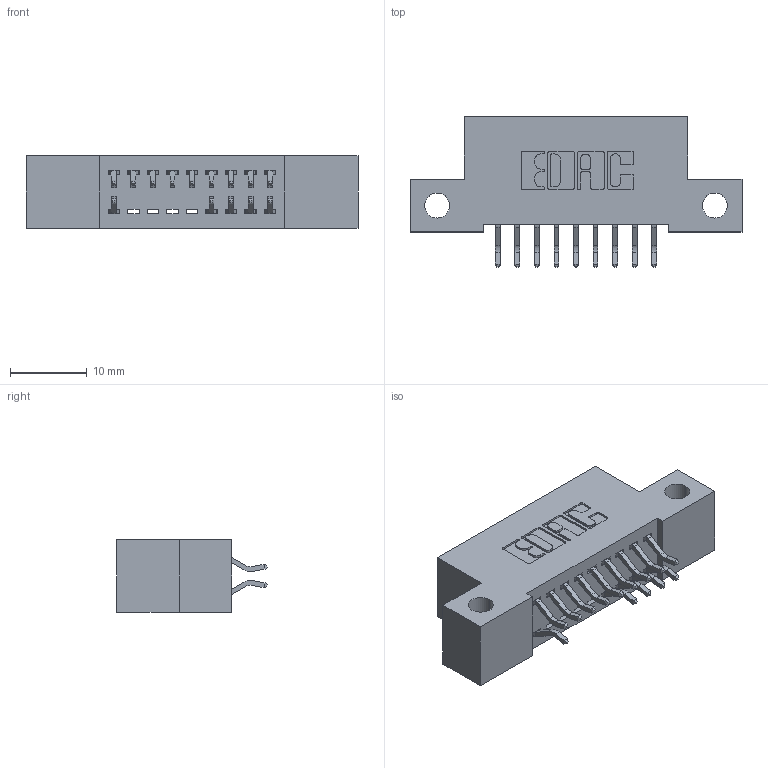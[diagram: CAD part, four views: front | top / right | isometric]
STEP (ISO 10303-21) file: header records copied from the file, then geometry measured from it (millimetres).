
FILE_DESCRIPTION (( 'STEP AP203' ), '1' );
FILE_NAME ('392-018-556-212.STEP', '2018-08-15T04:43:23', ( '' ), ( '' ), 'SwSTEP 2.0', 'SolidWorks 2016', '' );
FILE_SCHEMA (( 'CONFIG_CONTROL_DESIGN' ));
Length unit declared in the file: inch
Products named in the file (3): 342 Part_Side Mount; 345-292-001_556 Tail; 392-018-556-212
Assembly tree (15 placements, depth 2):
  392-018-556-212
    342 Part_Side Mount
    345-292-001_556 Tail  x14
Bounding box: 43.18 x 19.58 x 9.4 mm (x, y, z)
Volume: 3613.2 mm3; surface area: 4696 mm2
Topology: 15 solids, 15 shells, 946 faces, 2805 edges, 1850 vertices
Faces by surface type: plane 650, cylinder 296
Entity records: 10021 total; most frequent: CARTESIAN_POINT 1730, ORIENTED_EDGE 1658, DIRECTION 1521, EDGE_CURVE 829, VECTOR 693, LINE 693, VERTEX_POINT 550, AXIS2_PLACEMENT_3D 414
